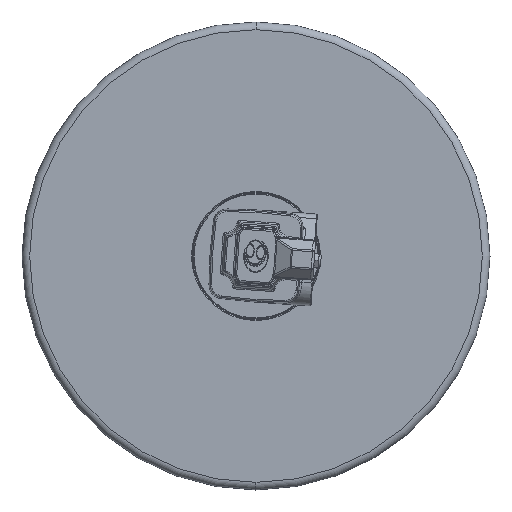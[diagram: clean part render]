
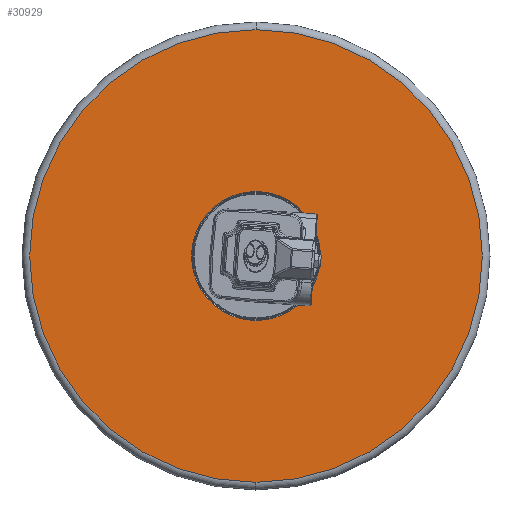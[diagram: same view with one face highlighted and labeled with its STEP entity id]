
A CAD part, left-side view. The second image highlights one B-rep face of the part: STEP entity #30929.
In plain terms, the highlighted planar face has unit normal (-1, 0, 0).
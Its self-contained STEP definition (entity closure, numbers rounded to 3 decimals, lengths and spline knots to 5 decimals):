
#27672 = CIRCLE ( 'NONE', #27730, 0.042 ) ;
#27681 = CARTESIAN_POINT ( 'NONE',  ( 0., 0., 0. ) ) ;
#27707 = CARTESIAN_POINT ( 'NONE',  ( 0., 0., -0.042 ) ) ;
#27724 = CARTESIAN_POINT ( 'NONE',  ( 0., 0., 0.042 ) ) ;
#27728 = DIRECTION ( 'NONE',  ( 0., 0., -1. ) ) ;
#27729 = DIRECTION ( 'NONE',  ( 1., 0., 0. ) ) ;
#27730 = AXIS2_PLACEMENT_3D ( 'NONE', #27681, #27729, #27728 ) ;
#27732 = CARTESIAN_POINT ( 'NONE',  ( 0., 0., -0.1475 ) ) ;
#27733 = CIRCLE ( 'NONE', #27798, 0.1475 ) ;
#27734 = CARTESIAN_POINT ( 'NONE',  ( 0., 0., 0.1475 ) ) ;
#27736 = CARTESIAN_POINT ( 'NONE',  ( 0., 0., 0. ) ) ;
#27737 = DIRECTION ( 'NONE',  ( 0., 0., -1. ) ) ;
#27738 = DIRECTION ( 'NONE',  ( 1., 0., 0. ) ) ;
#27739 = AXIS2_PLACEMENT_3D ( 'NONE', #27761, #27738, #27737 ) ;
#27740 = CIRCLE ( 'NONE', #27739, 0.042 ) ;
#27761 = CARTESIAN_POINT ( 'NONE',  ( 0., 0., 0. ) ) ;
#27790 = DIRECTION ( 'NONE',  ( 0., 0., 1. ) ) ;
#27792 = DIRECTION ( 'NONE',  ( -1., 0., 0. ) ) ;
#27798 = AXIS2_PLACEMENT_3D ( 'NONE', #27736, #27792, #27790 ) ;
#27831 = FACE_OUTER_BOUND ( 'NONE', #30856, .T. ) ;
#27835 = CARTESIAN_POINT ( 'NONE',  ( 0., 0.1475, 0. ) ) ;
#27867 = DIRECTION ( 'NONE',  ( 0., 0., -1. ) ) ;
#27872 = FACE_BOUND ( 'NONE', #30860, .T. ) ;
#27873 = DIRECTION ( 'NONE',  ( 0., 0., 1. ) ) ;
#27874 = DIRECTION ( 'NONE',  ( -1., 0., 0. ) ) ;
#27875 = CARTESIAN_POINT ( 'NONE',  ( 0., 0., 0. ) ) ;
#27876 = AXIS2_PLACEMENT_3D ( 'NONE', #27875, #27874, #27873 ) ;
#27877 = CIRCLE ( 'NONE', #27876, 0.1475 ) ;
#27878 = DIRECTION ( 'NONE',  ( 1., 0., 0. ) ) ;
#27884 = AXIS2_PLACEMENT_3D ( 'NONE', #27835, #27878, #27867 ) ;
#27886 = PLANE ( 'NONE',  #27884 ) ;
#30824 = EDGE_CURVE ( 'NONE', #30826, #30841, #27672, .T. ) ;
#30826 = VERTEX_POINT ( 'NONE', #27724 ) ;
#30841 = VERTEX_POINT ( 'NONE', #27707 ) ;
#30855 = ORIENTED_EDGE ( 'NONE', *, *, #30857, .T. ) ;
#30856 = EDGE_LOOP ( 'NONE', ( #30861, #30924 ) ) ;
#30857 = EDGE_CURVE ( 'NONE', #30841, #30826, #27740, .T. ) ;
#30858 = ORIENTED_EDGE ( 'NONE', *, *, #30824, .T. ) ;
#30860 = EDGE_LOOP ( 'NONE', ( #30858, #30855 ) ) ;
#30861 = ORIENTED_EDGE ( 'NONE', *, *, #30865, .T. ) ;
#30865 = EDGE_CURVE ( 'NONE', #30868, #30869, #27733, .T. ) ;
#30868 = VERTEX_POINT ( 'NONE', #27734 ) ;
#30869 = VERTEX_POINT ( 'NONE', #27732 ) ;
#30924 = ORIENTED_EDGE ( 'NONE', *, *, #30928, .T. ) ;
#30928 = EDGE_CURVE ( 'NONE', #30869, #30868, #27877, .T. ) ;
#30929 = ADVANCED_FACE ( 'NONE', ( #27872, #27831 ), #27886, .F. ) ;
